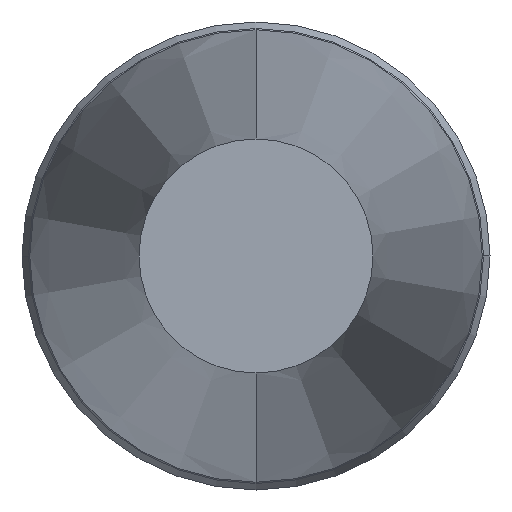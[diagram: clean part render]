
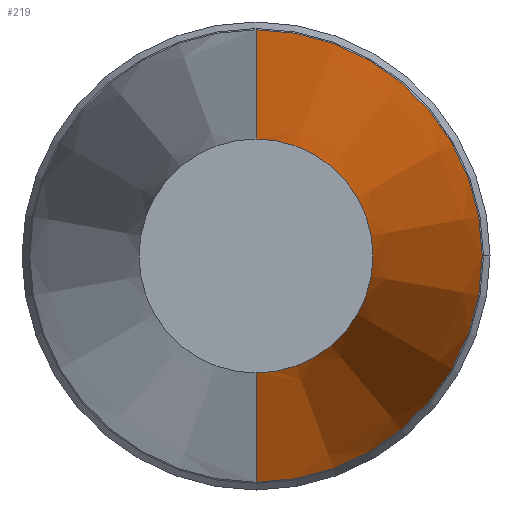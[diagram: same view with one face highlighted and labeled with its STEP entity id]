
A CAD part, front view. The second image highlights one B-rep face of the part: STEP entity #219.
In plain terms, the highlighted conical face has half-angle 5 degrees and reference radius 2.381 mm.
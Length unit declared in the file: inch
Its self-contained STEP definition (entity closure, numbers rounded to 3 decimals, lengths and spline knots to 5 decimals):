
#17 = DIRECTION ( 'NONE',  ( 0., 0., -1. ) ) ;
#18 = AXIS2_PLACEMENT_3D ( 'NONE', #311, #195, #17 ) ;
#21 = VECTOR ( 'NONE', #453, 39.37008 ) ;
#41 = CIRCLE ( 'NONE', #368, 0.18124 ) ;
#42 = ORIENTED_EDGE ( 'NONE', *, *, #389, .T. ) ;
#51 = CARTESIAN_POINT ( 'NONE',  ( 0., 0., 0.09375 ) ) ;
#97 = CARTESIAN_POINT ( 'NONE',  ( 0., 0., -0.09375 ) ) ;
#107 = EDGE_LOOP ( 'NONE', ( #384, #390, #42, #203 ) ) ;
#134 = DIRECTION ( 'NONE',  ( 0., 0.996, -0.087 ) ) ;
#140 = DIRECTION ( 'NONE',  ( 0., 1., 0. ) ) ;
#151 = AXIS2_PLACEMENT_3D ( 'NONE', #386, #140, #182 ) ;
#165 = EDGE_CURVE ( 'NONE', #359, #273, #250, .T. ) ;
#178 = FACE_OUTER_BOUND ( 'NONE', #107, .T. ) ;
#182 = DIRECTION ( 'NONE',  ( 0., 0., 1. ) ) ;
#185 = CARTESIAN_POINT ( 'NONE',  ( 0., 1., -0.18124 ) ) ;
#195 = DIRECTION ( 'NONE',  ( 0., -1., 0. ) ) ;
#196 = EDGE_CURVE ( 'NONE', #454, #318, #287, .T. ) ;
#199 = CARTESIAN_POINT ( 'NONE',  ( 0., 1., 0. ) ) ;
#203 = ORIENTED_EDGE ( 'NONE', *, *, #165, .F. ) ;
#219 = ADVANCED_FACE ( 'NONE', ( #178 ), #347, .T. ) ;
#250 = LINE ( 'NONE', #285, #21 ) ;
#273 = VERTEX_POINT ( 'NONE', #341 ) ;
#274 = DIRECTION ( 'NONE',  ( 0., -1., 0. ) ) ;
#284 = VECTOR ( 'NONE', #134, 39.37008 ) ;
#285 = CARTESIAN_POINT ( 'NONE',  ( 0., 0., 0.09375 ) ) ;
#287 = LINE ( 'NONE', #459, #284 ) ;
#291 = CIRCLE ( 'NONE', #18, 0.09375 ) ;
#310 = DIRECTION ( 'NONE',  ( 0., 0., -1. ) ) ;
#311 = CARTESIAN_POINT ( 'NONE',  ( 0., 0., 0. ) ) ;
#318 = VERTEX_POINT ( 'NONE', #185 ) ;
#341 = CARTESIAN_POINT ( 'NONE',  ( 0., 1., 0.18124 ) ) ;
#347 = CONICAL_SURFACE ( 'NONE', #151, 0.09375, 0.087 ) ;
#359 = VERTEX_POINT ( 'NONE', #51 ) ;
#362 = EDGE_CURVE ( 'NONE', #454, #359, #291, .T. ) ;
#368 = AXIS2_PLACEMENT_3D ( 'NONE', #199, #274, #310 ) ;
#384 = ORIENTED_EDGE ( 'NONE', *, *, #362, .F. ) ;
#386 = CARTESIAN_POINT ( 'NONE',  ( 0., 0., 0. ) ) ;
#389 = EDGE_CURVE ( 'NONE', #318, #273, #41, .T. ) ;
#390 = ORIENTED_EDGE ( 'NONE', *, *, #196, .T. ) ;
#453 = DIRECTION ( 'NONE',  ( 0., 0.996, 0.087 ) ) ;
#454 = VERTEX_POINT ( 'NONE', #97 ) ;
#459 = CARTESIAN_POINT ( 'NONE',  ( 0., 0., -0.09375 ) ) ;
